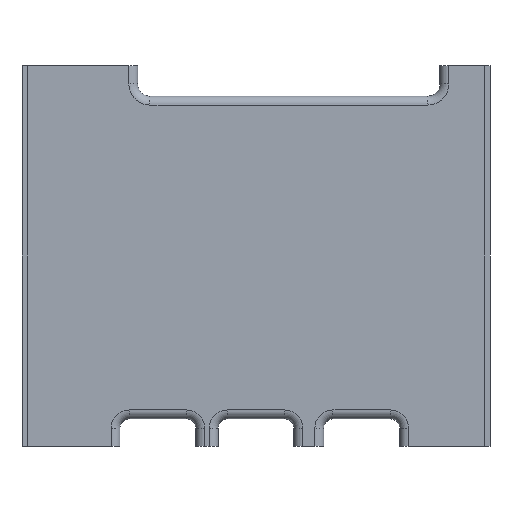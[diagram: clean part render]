
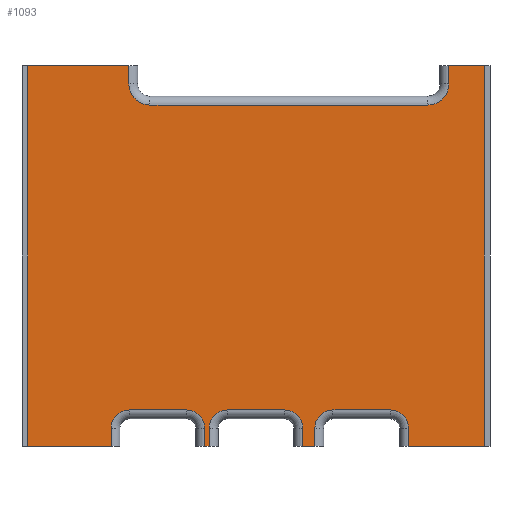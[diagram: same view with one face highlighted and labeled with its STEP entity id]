
A CAD part, front view. The second image highlights one B-rep face of the part: STEP entity #1093.
In plain terms, the highlighted planar face has unit normal (0, -1, 0).
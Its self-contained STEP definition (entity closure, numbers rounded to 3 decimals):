
#22=DIRECTION('',(1.,0.,0.));
#23=VECTOR('',#22,27.6);
#24=CARTESIAN_POINT('',(-75.6,0.,0.));
#25=LINE('',#24,#23);
#55=DIRECTION('',(1.,0.,0.));
#56=VECTOR('',#55,1.5);
#57=CARTESIAN_POINT('',(-17.,0.,0.));
#58=LINE('',#57,#56);
#64=DIRECTION('',(1.,0.,0.));
#65=VECTOR('',#64,4.);
#66=CARTESIAN_POINT('',(15.5,0.,0.));
#67=LINE('',#66,#65);
#92=DIRECTION('',(1.,0.,0.));
#93=VECTOR('',#92,25.1);
#94=CARTESIAN_POINT('',(50.5,0.,0.));
#95=LINE('',#94,#93);
#232=DIRECTION('',(1.,0.,0.));
#233=VECTOR('',#232,33.486);
#234=CARTESIAN_POINT('',(-75.6,0.,126.));
#235=LINE('',#234,#233);
#273=DIRECTION('',(1.,0.,0.));
#274=VECTOR('',#273,11.714);
#275=CARTESIAN_POINT('',(63.886,0.,126.));
#276=LINE('',#275,#274);
#282=DIRECTION('',(0.,0.,1.));
#283=VECTOR('',#282,6.);
#284=CARTESIAN_POINT('',(63.886,0.,120.));
#285=LINE('',#284,#283);
#286=DIRECTION('',(0.,0.,1.));
#287=VECTOR('',#286,6.);
#288=CARTESIAN_POINT('',(50.5,0.,0.));
#289=LINE('',#288,#287);
#290=CARTESIAN_POINT('',(44.5,0.,6.));
#291=DIRECTION('',(0.,-1.,0.));
#292=DIRECTION('',(1.,0.,0.));
#293=AXIS2_PLACEMENT_3D('',#290,#291,#292);
#295=DIRECTION('',(-1.,0.,0.));
#296=VECTOR('',#295,19.);
#297=CARTESIAN_POINT('',(44.5,0.,12.));
#298=LINE('',#297,#296);
#299=CARTESIAN_POINT('',(25.5,0.,6.));
#300=DIRECTION('',(0.,-1.,0.));
#301=DIRECTION('',(0.,0.,1.));
#302=AXIS2_PLACEMENT_3D('',#299,#300,#301);
#304=DIRECTION('',(0.,0.,-1.));
#305=VECTOR('',#304,6.);
#306=CARTESIAN_POINT('',(19.5,0.,6.));
#307=LINE('',#306,#305);
#308=DIRECTION('',(0.,0.,1.));
#309=VECTOR('',#308,6.);
#310=CARTESIAN_POINT('',(15.5,0.,0.));
#311=LINE('',#310,#309);
#312=CARTESIAN_POINT('',(9.5,0.,6.));
#313=DIRECTION('',(0.,-1.,0.));
#314=DIRECTION('',(1.,0.,0.));
#315=AXIS2_PLACEMENT_3D('',#312,#313,#314);
#317=DIRECTION('',(-1.,0.,0.));
#318=VECTOR('',#317,19.);
#319=CARTESIAN_POINT('',(9.5,0.,12.));
#320=LINE('',#319,#318);
#321=CARTESIAN_POINT('',(-9.5,0.,6.));
#322=DIRECTION('',(0.,-1.,0.));
#323=DIRECTION('',(0.,0.,1.));
#324=AXIS2_PLACEMENT_3D('',#321,#322,#323);
#326=DIRECTION('',(0.,0.,-1.));
#327=VECTOR('',#326,6.);
#328=CARTESIAN_POINT('',(-15.5,0.,6.));
#329=LINE('',#328,#327);
#330=DIRECTION('',(0.,0.,1.));
#331=VECTOR('',#330,6.);
#332=CARTESIAN_POINT('',(-17.,0.,0.));
#333=LINE('',#332,#331);
#334=CARTESIAN_POINT('',(-23.,0.,6.));
#335=DIRECTION('',(0.,-1.,0.));
#336=DIRECTION('',(1.,0.,0.));
#337=AXIS2_PLACEMENT_3D('',#334,#335,#336);
#339=DIRECTION('',(-1.,0.,0.));
#340=VECTOR('',#339,19.);
#341=CARTESIAN_POINT('',(-23.,0.,12.));
#342=LINE('',#341,#340);
#343=CARTESIAN_POINT('',(-42.,0.,6.));
#344=DIRECTION('',(0.,-1.,0.));
#345=DIRECTION('',(0.,0.,1.));
#346=AXIS2_PLACEMENT_3D('',#343,#344,#345);
#348=DIRECTION('',(0.,0.,-1.));
#349=VECTOR('',#348,6.);
#350=CARTESIAN_POINT('',(-48.,0.,6.));
#351=LINE('',#350,#349);
#352=DIRECTION('',(0.,0.,1.));
#353=VECTOR('',#352,126.);
#354=CARTESIAN_POINT('',(-75.6,0.,0.));
#355=LINE('',#354,#353);
#356=DIRECTION('',(0.,0.,-1.));
#357=VECTOR('',#356,6.);
#358=CARTESIAN_POINT('',(-42.114,0.,126.));
#359=LINE('',#358,#357);
#360=CARTESIAN_POINT('',(-35.114,0.,120.));
#361=DIRECTION('',(0.,-1.,0.));
#362=DIRECTION('',(-1.,0.,0.));
#363=AXIS2_PLACEMENT_3D('',#360,#361,#362);
#365=DIRECTION('',(1.,0.,0.));
#366=VECTOR('',#365,92.);
#367=CARTESIAN_POINT('',(-35.114,0.,113.));
#368=LINE('',#367,#366);
#369=CARTESIAN_POINT('',(56.886,0.,120.));
#370=DIRECTION('',(0.,-1.,0.));
#371=DIRECTION('',(0.,0.,-1.));
#372=AXIS2_PLACEMENT_3D('',#369,#370,#371);
#427=DIRECTION('',(0.,0.,1.));
#428=VECTOR('',#427,126.);
#429=CARTESIAN_POINT('',(75.6,0.,0.));
#430=LINE('',#429,#428);
#633=CARTESIAN_POINT('',(75.6,0.,0.));
#635=VERTEX_POINT('',#633);
#647=CARTESIAN_POINT('',(-75.6,0.,0.));
#648=VERTEX_POINT('',#647);
#649=CARTESIAN_POINT('',(75.6,0.,126.));
#651=VERTEX_POINT('',#649);
#663=CARTESIAN_POINT('',(-75.6,0.,126.));
#664=VERTEX_POINT('',#663);
#689=CARTESIAN_POINT('',(-48.,0.,0.));
#690=VERTEX_POINT('',#689);
#691=CARTESIAN_POINT('',(-48.,0.,6.));
#692=VERTEX_POINT('',#691);
#693=CARTESIAN_POINT('',(-42.,0.,12.));
#694=VERTEX_POINT('',#693);
#695=CARTESIAN_POINT('',(-23.,0.,12.));
#696=VERTEX_POINT('',#695);
#697=CARTESIAN_POINT('',(-17.,0.,6.));
#698=VERTEX_POINT('',#697);
#699=CARTESIAN_POINT('',(-17.,0.,0.));
#700=VERTEX_POINT('',#699);
#718=CARTESIAN_POINT('',(-15.5,0.,0.));
#720=VERTEX_POINT('',#718);
#721=CARTESIAN_POINT('',(-15.5,0.,6.));
#722=VERTEX_POINT('',#721);
#723=CARTESIAN_POINT('',(-9.5,0.,12.));
#724=VERTEX_POINT('',#723);
#725=CARTESIAN_POINT('',(9.5,0.,12.));
#726=VERTEX_POINT('',#725);
#727=CARTESIAN_POINT('',(15.5,0.,6.));
#728=VERTEX_POINT('',#727);
#729=CARTESIAN_POINT('',(15.5,0.,0.));
#730=VERTEX_POINT('',#729);
#746=CARTESIAN_POINT('',(19.5,0.,0.));
#748=VERTEX_POINT('',#746);
#749=CARTESIAN_POINT('',(19.5,0.,6.));
#750=VERTEX_POINT('',#749);
#751=CARTESIAN_POINT('',(25.5,0.,12.));
#752=VERTEX_POINT('',#751);
#753=CARTESIAN_POINT('',(44.5,0.,12.));
#754=VERTEX_POINT('',#753);
#755=CARTESIAN_POINT('',(50.5,0.,6.));
#756=VERTEX_POINT('',#755);
#757=CARTESIAN_POINT('',(50.5,0.,0.));
#758=VERTEX_POINT('',#757);
#797=CARTESIAN_POINT('',(63.886,0.,126.));
#798=VERTEX_POINT('',#797);
#799=CARTESIAN_POINT('',(63.886,0.,120.));
#800=VERTEX_POINT('',#799);
#801=CARTESIAN_POINT('',(56.886,0.,113.));
#802=VERTEX_POINT('',#801);
#803=CARTESIAN_POINT('',(-35.114,0.,113.));
#804=VERTEX_POINT('',#803);
#805=CARTESIAN_POINT('',(-42.114,0.,120.));
#806=VERTEX_POINT('',#805);
#807=CARTESIAN_POINT('',(-42.114,0.,126.));
#808=VERTEX_POINT('',#807);
#1037=CARTESIAN_POINT('',(-75.6,0.,0.));
#1038=DIRECTION('',(0.,-1.,0.));
#1039=DIRECTION('',(1.,0.,0.));
#1040=AXIS2_PLACEMENT_3D('',#1037,#1038,#1039);
#1041=PLANE('',#1040);
#1043=ORIENTED_EDGE('',*,*,#1042,.T.);
#1044=ORIENTED_EDGE('',*,*,#1016,.T.);
#1046=ORIENTED_EDGE('',*,*,#1045,.F.);
#1047=ORIENTED_EDGE('',*,*,#878,.F.);
#1049=ORIENTED_EDGE('',*,*,#1048,.T.);
#1051=ORIENTED_EDGE('',*,*,#1050,.T.);
#1053=ORIENTED_EDGE('',*,*,#1052,.T.);
#1055=ORIENTED_EDGE('',*,*,#1054,.T.);
#1057=ORIENTED_EDGE('',*,*,#1056,.T.);
#1058=ORIENTED_EDGE('',*,*,#858,.F.);
#1060=ORIENTED_EDGE('',*,*,#1059,.T.);
#1062=ORIENTED_EDGE('',*,*,#1061,.T.);
#1064=ORIENTED_EDGE('',*,*,#1063,.T.);
#1066=ORIENTED_EDGE('',*,*,#1065,.T.);
#1068=ORIENTED_EDGE('',*,*,#1067,.T.);
#1069=ORIENTED_EDGE('',*,*,#846,.F.);
#1071=ORIENTED_EDGE('',*,*,#1070,.T.);
#1073=ORIENTED_EDGE('',*,*,#1072,.T.);
#1075=ORIENTED_EDGE('',*,*,#1074,.T.);
#1077=ORIENTED_EDGE('',*,*,#1076,.T.);
#1079=ORIENTED_EDGE('',*,*,#1078,.T.);
#1080=ORIENTED_EDGE('',*,*,#824,.F.);
#1082=ORIENTED_EDGE('',*,*,#1081,.T.);
#1083=ORIENTED_EDGE('',*,*,#990,.T.);
#1084=ORIENTED_EDGE('',*,*,#1028,.T.);
#1086=ORIENTED_EDGE('',*,*,#1085,.T.);
#1088=ORIENTED_EDGE('',*,*,#1087,.T.);
#1090=ORIENTED_EDGE('',*,*,#1089,.T.);
#1091=EDGE_LOOP('',(#1043,#1044,#1046,#1047,#1049,#1051,#1053,#1055,#1057,#1058,
#1060,#1062,#1064,#1066,#1068,#1069,#1071,#1073,#1075,#1077,#1079,#1080,#1082,
#1083,#1084,#1086,#1088,#1090));
#1092=FACE_OUTER_BOUND('',#1091,.F.);
#1093=ADVANCED_FACE('',(#1092),#1041,.T.);
#294=CIRCLE('',#293,6.);
#303=CIRCLE('',#302,6.);
#316=CIRCLE('',#315,6.);
#325=CIRCLE('',#324,6.);
#338=CIRCLE('',#337,6.);
#347=CIRCLE('',#346,6.);
#364=CIRCLE('',#363,7.);
#373=CIRCLE('',#372,7.);
#824=EDGE_CURVE('',#648,#690,#25,.T.);
#846=EDGE_CURVE('',#700,#720,#58,.T.);
#858=EDGE_CURVE('',#730,#748,#67,.T.);
#878=EDGE_CURVE('',#758,#635,#95,.T.);
#990=EDGE_CURVE('',#664,#808,#235,.T.);
#1016=EDGE_CURVE('',#798,#651,#276,.T.);
#1028=EDGE_CURVE('',#808,#806,#359,.T.);
#1042=EDGE_CURVE('',#800,#798,#285,.T.);
#1045=EDGE_CURVE('',#635,#651,#430,.T.);
#1048=EDGE_CURVE('',#758,#756,#289,.T.);
#1050=EDGE_CURVE('',#756,#754,#294,.T.);
#1052=EDGE_CURVE('',#754,#752,#298,.T.);
#1054=EDGE_CURVE('',#752,#750,#303,.T.);
#1056=EDGE_CURVE('',#750,#748,#307,.T.);
#1059=EDGE_CURVE('',#730,#728,#311,.T.);
#1061=EDGE_CURVE('',#728,#726,#316,.T.);
#1063=EDGE_CURVE('',#726,#724,#320,.T.);
#1065=EDGE_CURVE('',#724,#722,#325,.T.);
#1067=EDGE_CURVE('',#722,#720,#329,.T.);
#1070=EDGE_CURVE('',#700,#698,#333,.T.);
#1072=EDGE_CURVE('',#698,#696,#338,.T.);
#1074=EDGE_CURVE('',#696,#694,#342,.T.);
#1076=EDGE_CURVE('',#694,#692,#347,.T.);
#1078=EDGE_CURVE('',#692,#690,#351,.T.);
#1081=EDGE_CURVE('',#648,#664,#355,.T.);
#1085=EDGE_CURVE('',#806,#804,#364,.T.);
#1087=EDGE_CURVE('',#804,#802,#368,.T.);
#1089=EDGE_CURVE('',#802,#800,#373,.T.);
